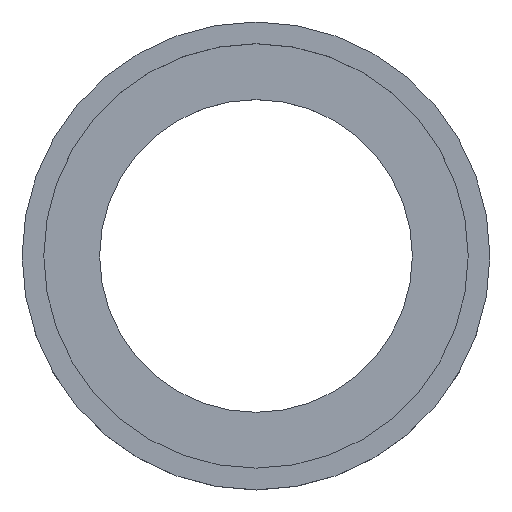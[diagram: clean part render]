
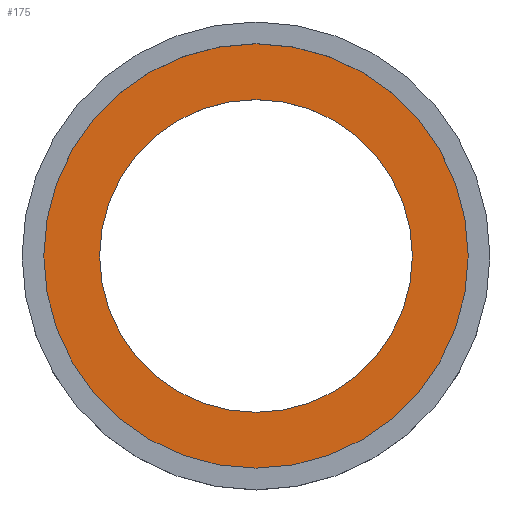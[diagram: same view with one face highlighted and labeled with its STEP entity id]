
A CAD part, top view. The second image highlights one B-rep face of the part: STEP entity #175.
In plain terms, the highlighted planar face has unit normal (0, 0, 1).
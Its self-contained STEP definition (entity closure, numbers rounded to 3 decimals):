
#30=FACE_BOUND('',#61,.T.);
#34=PLANE('',#209);
#46=FACE_OUTER_BOUND('',#60,.T.);
#60=EDGE_LOOP('',(#158));
#61=EDGE_LOOP('',(#159));
#73=CIRCLE('',#204,19.05);
#75=CIRCLE('',#208,14.036);
#93=VERTEX_POINT('',#548);
#95=VERTEX_POINT('',#555);
#114=EDGE_CURVE('',#93,#93,#73,.T.);
#117=EDGE_CURVE('',#95,#95,#75,.T.);
#158=ORIENTED_EDGE('',*,*,#114,.T.);
#159=ORIENTED_EDGE('',*,*,#117,.T.);
#175=ADVANCED_FACE('',(#46,#30),#34,.T.);
#204=AXIS2_PLACEMENT_3D('',#550,#242,#243);
#208=AXIS2_PLACEMENT_3D('',#557,#251,#252);
#209=AXIS2_PLACEMENT_3D('',#558,#253,#254);
#242=DIRECTION('center_axis',(0.,0.,1.));
#243=DIRECTION('ref_axis',(1.,0.,0.));
#251=DIRECTION('center_axis',(0.,0.,-1.));
#252=DIRECTION('ref_axis',(1.,0.,0.));
#253=DIRECTION('center_axis',(0.,0.,1.));
#254=DIRECTION('ref_axis',(1.,0.,0.));
#548=CARTESIAN_POINT('',(-19.05,0.,0.));
#550=CARTESIAN_POINT('Origin',(0.,0.,0.));
#555=CARTESIAN_POINT('',(-14.036,0.,0.));
#557=CARTESIAN_POINT('Origin',(0.,0.,0.));
#558=CARTESIAN_POINT('Origin',(0.,0.,0.));
